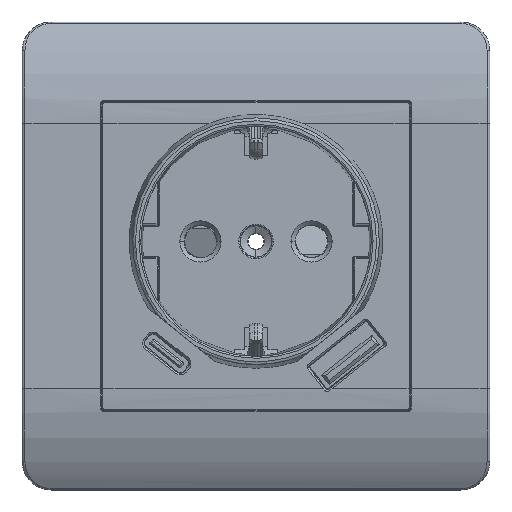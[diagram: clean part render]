
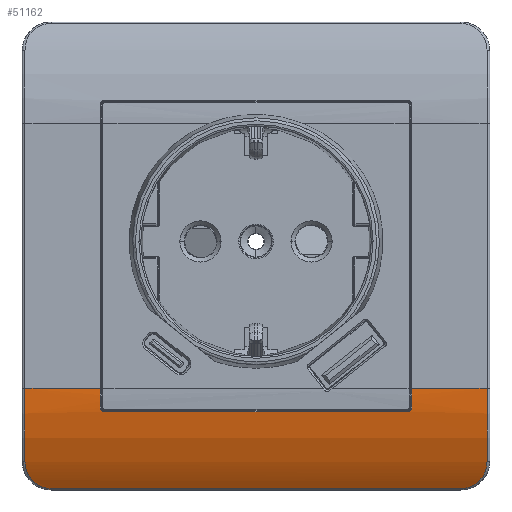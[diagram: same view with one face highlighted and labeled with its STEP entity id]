
A CAD part, top view. The second image highlights one B-rep face of the part: STEP entity #51162.
In plain terms, the highlighted cylindrical face has radius 31 mm (diameter 62 mm), a partial arc.
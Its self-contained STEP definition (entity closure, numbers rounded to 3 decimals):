
#39871=DIRECTION('',(0.,1.,0.));
#39872=VECTOR('',#39871,12.91);
#39873=CARTESIAN_POINT('',(9.5,26.59,-22.665));
#39874=LINE('',#39873,#39872);
#39875=DIRECTION('',(0.,-1.,0.));
#39876=VECTOR('',#39875,70.);
#39877=CARTESIAN_POINT('',(4.35,35.,
-39.776));
#39878=LINE('',#39877,#39876);
#39879=CARTESIAN_POINT('',(4.35,-35.,
-39.776));
#39880=CARTESIAN_POINT('',(4.35,-35.628,
-39.776));
#39881=CARTESIAN_POINT('',(4.536,-36.879,
-39.498));
#39882=CARTESIAN_POINT('',(5.435,-38.838,
-38.068));
#39883=CARTESIAN_POINT('',(6.335,-39.5,
-36.37));
#39884=CARTESIAN_POINT('',(6.852,-39.5,
-35.202));
#39886=DIRECTION('',(0.,1.,0.));
#39887=VECTOR('',#39886,12.91);
#39888=CARTESIAN_POINT('',(9.5,-39.5,-22.665));
#39889=LINE('',#39888,#39887);
#39890=CARTESIAN_POINT('',(9.319,-26.59,
-26.01));
#39891=CARTESIAN_POINT('',(9.31,-26.587,
-26.095));
#39892=CARTESIAN_POINT('',(9.292,-26.557,
-26.249));
#39893=CARTESIAN_POINT('',(9.269,-26.425,
-26.441));
#39894=CARTESIAN_POINT('',(9.253,-26.234,
-26.57));
#39895=CARTESIAN_POINT('',(9.249,-26.083,
-26.599));
#39896=CARTESIAN_POINT('',(9.249,-26.,
-26.601));
#39898=DIRECTION('',(0.,1.,0.));
#39899=VECTOR('',#39898,52.);
#39900=CARTESIAN_POINT('',(9.249,-26.,
-26.601));
#39901=LINE('',#39900,#39899);
#39902=CARTESIAN_POINT('',(9.249,26.,
-26.601));
#39903=CARTESIAN_POINT('',(9.249,26.084,
-26.599));
#39904=CARTESIAN_POINT('',(9.253,26.236,
-26.569));
#39905=CARTESIAN_POINT('',(9.27,26.428,
-26.438));
#39906=CARTESIAN_POINT('',(9.293,26.558,
-26.245));
#39907=CARTESIAN_POINT('',(9.31,26.588,
-26.093));
#39908=CARTESIAN_POINT('',(9.319,26.59,
-26.01));
#39910=CARTESIAN_POINT('',(-21.5,26.59,-22.665));
#39911=DIRECTION('',(0.,1.,0.));
#39912=DIRECTION('',(1.,0.,0.));
#39913=AXIS2_PLACEMENT_3D('',#39910,#39911,#39912);
#40313=CARTESIAN_POINT('',(-21.5,-26.59,-22.665));
#40314=DIRECTION('',(0.,-1.,0.));
#40315=DIRECTION('',(0.994,0.,-0.108));
#40316=AXIS2_PLACEMENT_3D('',#40313,#40314,#40315);
#40354=CARTESIAN_POINT('',(-21.5,-39.5,-22.665));
#40355=DIRECTION('',(0.,1.,0.));
#40356=DIRECTION('',(1.,0.,0.));
#40357=AXIS2_PLACEMENT_3D('',#40354,#40355,#40356);
#40416=CARTESIAN_POINT('',(4.35,35.,
-39.776));
#40417=CARTESIAN_POINT('',(4.35,35.256,
-39.776));
#40418=CARTESIAN_POINT('',(4.379,35.778,
-39.732));
#40419=CARTESIAN_POINT('',(4.534,36.635,
-39.496));
#40420=CARTESIAN_POINT('',(4.793,37.421,
-39.089));
#40421=CARTESIAN_POINT('',(5.101,38.065,
-38.588));
#40422=CARTESIAN_POINT('',(5.503,38.672,
-37.899));
#40423=CARTESIAN_POINT('',(5.927,39.116,
-37.122));
#40424=CARTESIAN_POINT('',(6.378,39.418,
-36.237));
#40425=CARTESIAN_POINT('',(6.693,39.5,
-35.561));
#40426=CARTESIAN_POINT('',(6.852,39.5,
-35.202));
#40437=CARTESIAN_POINT('',(-21.5,39.5,-22.665));
#40438=DIRECTION('',(0.,-1.,0.));
#40439=DIRECTION('',(0.915,0.,-0.404));
#40440=AXIS2_PLACEMENT_3D('',#40437,#40438,#40439);
#47322=VERTEX_POINT('',#39890);
#47323=VERTEX_POINT('',#39896);
#47326=CARTESIAN_POINT('',(9.5,26.59,-22.665));
#47327=CARTESIAN_POINT('',(9.319,26.59,-26.01));
#47328=VERTEX_POINT('',#47326);
#47329=VERTEX_POINT('',#47327);
#47330=CARTESIAN_POINT('',(9.5,39.5,-22.665));
#47331=VERTEX_POINT('',#47330);
#47332=CARTESIAN_POINT('',(6.852,39.5,-35.202));
#47333=VERTEX_POINT('',#47332);
#47334=VERTEX_POINT('',#40416);
#47335=CARTESIAN_POINT('',(4.35,-35.,
-39.776));
#47336=VERTEX_POINT('',#47335);
#47337=VERTEX_POINT('',#39884);
#47338=CARTESIAN_POINT('',(9.5,-39.5,-22.665));
#47339=VERTEX_POINT('',#47338);
#47340=CARTESIAN_POINT('',(9.5,-26.59,-22.665));
#47341=VERTEX_POINT('',#47340);
#47342=CARTESIAN_POINT('',(9.249,26.,
-26.601));
#47343=VERTEX_POINT('',#47342);
#51132=CARTESIAN_POINT('',(-21.5,-30.,-22.665));
#51133=DIRECTION('',(0.,1.,0.));
#51134=DIRECTION('',(0.,0.,1.));
#51135=AXIS2_PLACEMENT_3D('',#51132,#51133,#51134);
#51136=CYLINDRICAL_SURFACE('',#51135,31.);
#51138=ORIENTED_EDGE('',*,*,#51137,.F.);
#51140=ORIENTED_EDGE('',*,*,#51139,.T.);
#51142=ORIENTED_EDGE('',*,*,#51141,.F.);
#51144=ORIENTED_EDGE('',*,*,#51143,.F.);
#51146=ORIENTED_EDGE('',*,*,#51145,.T.);
#51148=ORIENTED_EDGE('',*,*,#51147,.T.);
#51150=ORIENTED_EDGE('',*,*,#51149,.F.);
#51152=ORIENTED_EDGE('',*,*,#51151,.T.);
#51154=ORIENTED_EDGE('',*,*,#51153,.F.);
#51155=ORIENTED_EDGE('',*,*,#51120,.T.);
#51157=ORIENTED_EDGE('',*,*,#51156,.T.);
#51159=ORIENTED_EDGE('',*,*,#51158,.T.);
#51160=EDGE_LOOP('',(#51138,#51140,#51142,#51144,#51146,#51148,#51150,#51152,
#51154,#51155,#51157,#51159));
#51161=FACE_OUTER_BOUND('',#51160,.F.);
#39885=B_SPLINE_CURVE_WITH_KNOTS('',3,(#39879,#39880,#39881,#39882,#39883,
#39884),.UNSPECIFIED.,.F.,.F.,(4,1,1,4),(0.,0.25,0.5,1.),.UNSPECIFIED.);
#39897=B_SPLINE_CURVE_WITH_KNOTS('',3,(#39890,#39891,#39892,#39893,#39894,
#39895,#39896),.UNSPECIFIED.,.F.,.F.,(4,1,1,1,4),(0.,0.25,0.5,0.75,
1.),.UNSPECIFIED.);
#39909=B_SPLINE_CURVE_WITH_KNOTS('',3,(#39902,#39903,#39904,#39905,#39906,
#39907,#39908),.UNSPECIFIED.,.F.,.F.,(4,1,1,1,4),(0.,0.25,0.5,0.75,
1.),.UNSPECIFIED.);
#39914=CIRCLE('',#39913,31.);
#40317=CIRCLE('',#40316,31.);
#40358=CIRCLE('',#40357,31.);
#40427=B_SPLINE_CURVE_WITH_KNOTS('',3,(#40416,#40417,#40418,#40419,#40420,
#40421,#40422,#40423,#40424,#40425,#40426),.UNSPECIFIED.,.F.,.F.,(4,1,1,1,1,1,1,
1,4),(0.,0.125,0.25,0.375,0.5,0.625,0.75,0.875,1.),
.UNSPECIFIED.);
#40441=CIRCLE('',#40440,31.);
#51120=EDGE_CURVE('',#47322,#47323,#39897,.T.);
#51137=EDGE_CURVE('',#47328,#47329,#39914,.T.);
#51139=EDGE_CURVE('',#47328,#47331,#39874,.T.);
#51141=EDGE_CURVE('',#47333,#47331,#40441,.T.);
#51143=EDGE_CURVE('',#47334,#47333,#40427,.T.);
#51145=EDGE_CURVE('',#47334,#47336,#39878,.T.);
#51147=EDGE_CURVE('',#47336,#47337,#39885,.T.);
#51149=EDGE_CURVE('',#47339,#47337,#40358,.T.);
#51151=EDGE_CURVE('',#47339,#47341,#39889,.T.);
#51153=EDGE_CURVE('',#47322,#47341,#40317,.T.);
#51156=EDGE_CURVE('',#47323,#47343,#39901,.T.);
#51158=EDGE_CURVE('',#47343,#47329,#39909,.T.);
#51162=ADVANCED_FACE('',(#51161),#51136,.T.);
